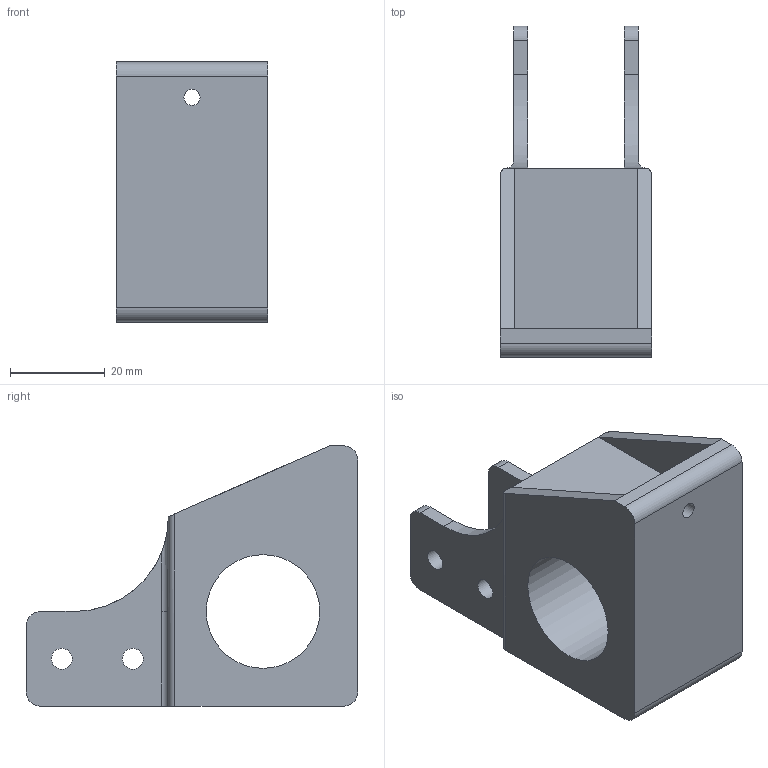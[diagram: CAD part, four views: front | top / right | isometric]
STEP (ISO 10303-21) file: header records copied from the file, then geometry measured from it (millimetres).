
FILE_DESCRIPTION(('FreeCAD Model'),'2;1');
FILE_NAME('Y_Belt_Tensioner_End.step','2018-09-09T11:27:04',('Author'),(''), 'Open CASCADE STEP processor 6.8','FreeCAD','Unknown');
FILE_SCHEMA(('AUTOMOTIVE_DESIGN_CC2 { 1 2 10303 214 -1 1 5 4 }'));
Length unit declared in the file: millimetre
Products named in the file (2): ASSEMBLY; Y_Belt_Tensioner_End
Assembly tree (1 placements, depth 2):
  ASSEMBLY
    Y_Belt_Tensioner_End
Bounding box: 32 x 70 x 55 mm (x, y, z)
Volume: 44856.9 mm3; surface area: 14843.4 mm2
Topology: 1 solids, 1 shells, 40 faces, 114 edges, 76 vertices
Faces by surface type: plane 20, cylinder 20
Full cylindrical faces by diameter (mm): 3.4 x1, 4.4 x4, 24 x1
Entity records: 3146 total; most frequent: CARTESIAN_POINT 822, DIRECTION 433, LINE 260, VECTOR 260, ORIENTED_EDGE 228, PCURVE 228, DEFINITIONAL_REPRESENTATION 228, EDGE_CURVE 114
